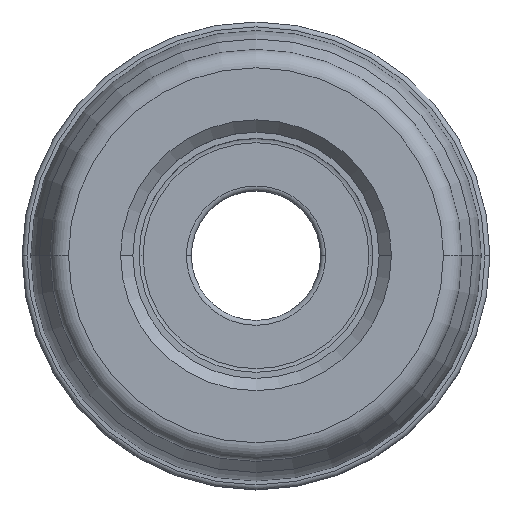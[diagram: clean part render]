
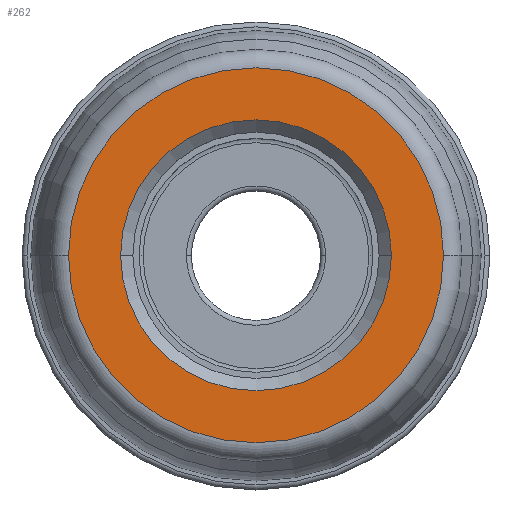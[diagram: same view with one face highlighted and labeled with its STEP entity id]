
A CAD part, top view. The second image highlights one B-rep face of the part: STEP entity #262.
In plain terms, the highlighted planar face has unit normal (0, 0, 1).
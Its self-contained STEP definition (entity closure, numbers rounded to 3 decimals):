
#92=PLANE('',#2749);
#104=FACE_BOUND('',#706,.T.);
#105=FACE_BOUND('',#707,.T.);
#262=ADVANCED_FACE('',(#104,#105),#92,.T.);
#706=EDGE_LOOP('',(#1234,#1235));
#707=EDGE_LOOP('',(#1236,#1237));
#1234=ORIENTED_EDGE('',*,*,#1753,.F.);
#1235=ORIENTED_EDGE('',*,*,#1751,.F.);
#1236=ORIENTED_EDGE('',*,*,#1756,.F.);
#1237=ORIENTED_EDGE('',*,*,#1757,.F.);
#1474=VERTEX_POINT('',#5367);
#1475=VERTEX_POINT('',#5369);
#1476=VERTEX_POINT('',#5379);
#1477=VERTEX_POINT('',#5380);
#1751=EDGE_CURVE('',#1474,#1475,#2144,.T.);
#1753=EDGE_CURVE('',#1475,#1474,#2146,.T.);
#1756=EDGE_CURVE('',#1476,#1477,#2149,.T.);
#1757=EDGE_CURVE('',#1477,#1476,#2150,.T.);
#2144=CIRCLE('',#2738,15.27);
#2146=CIRCLE('',#2741,15.27);
#2149=CIRCLE('',#2747,11.025);
#2150=CIRCLE('',#2748,11.025);
#2738=AXIS2_PLACEMENT_3D('',#5368,#3330,#3331);
#2741=AXIS2_PLACEMENT_3D('',#5372,#3336,#3337);
#2747=AXIS2_PLACEMENT_3D('',#5378,#3348,#3349);
#2748=AXIS2_PLACEMENT_3D('',#5381,#3350,#3351);
#2749=AXIS2_PLACEMENT_3D('',#5382,#3352,#3353);
#3330=DIRECTION('',(0.,0.,-1.));
#3331=DIRECTION('',(1.,0.,0.));
#3336=DIRECTION('',(0.,0.,-1.));
#3337=DIRECTION('',(-1.,0.,0.));
#3348=DIRECTION('',(0.,0.,1.));
#3349=DIRECTION('',(1.,0.,0.));
#3350=DIRECTION('',(0.,0.,1.));
#3351=DIRECTION('',(-1.,0.,0.));
#3352=DIRECTION('',(0.,0.,1.));
#3353=DIRECTION('',(1.,0.,0.));
#5367=CARTESIAN_POINT('',(15.27,0.,0.));
#5368=CARTESIAN_POINT('',(0.,0.,0.));
#5369=CARTESIAN_POINT('',(-15.27,0.,0.));
#5372=CARTESIAN_POINT('',(0.,0.,0.));
#5378=CARTESIAN_POINT('',(0.,0.,0.));
#5379=CARTESIAN_POINT('',(11.025,0.,0.));
#5380=CARTESIAN_POINT('',(-11.025,0.,0.));
#5381=CARTESIAN_POINT('',(0.,0.,0.));
#5382=CARTESIAN_POINT('',(0.,0.,0.));
